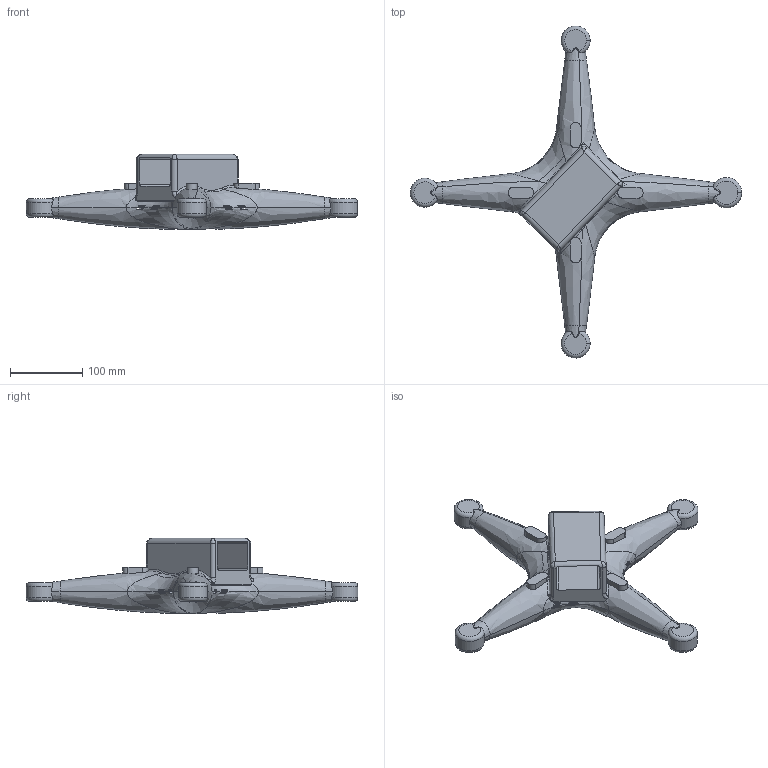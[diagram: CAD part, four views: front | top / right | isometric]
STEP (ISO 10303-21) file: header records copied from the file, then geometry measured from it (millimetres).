
FILE_DESCRIPTION(('CATIA V6 STEP','CAx-IF Rec.Pracs.--- Model Styling and Organization---1.5--- 2016-08-15','CAx-IF Rec.Pracs.---Supplemental Geometry---1.0---2011-11-01','CAx-IF Rec.Pracs.--- Composite Materials ---3.4---2017-06-13','CAx-IF Rec.Pracs.---Tessellated 3D Geometry---1.0---2015-12-17'),'2;1');
FILE_NAME('dji drone body A.1.stp','2021-09-21T10:47:34+00:00',('none'),('none'),'3DEXPERIENCE Platform3DEXPERIENCE R2021x HotFix 6.11','3DEXPERIENCE Platform STEP AP242 v2','none');
FILE_SCHEMA(('AP242_MANAGED_MODEL_BASED_3D_ENGINEERING_MIM_LF {1 0 10303 442 1 1 4}'));
Length unit declared in the file: millimetre
Products named in the file (1): dji drone
Bounding box: 456.92 x 457.98 x 104 mm (x, y, z)
Volume: 1743287.7 mm3; surface area: 202878.9 mm2
Topology: 1 solids, 1 shells, 236 faces, 755 edges, 471 vertices
Faces by surface type: plane 113, bspline 61, cylinder 36, torus 14, cone 12
Entity records: 19048 total; most frequent: CARTESIAN_POINT 13878, ORIENTED_EDGE 1488, EDGE_CURVE 744, B_SPLINE_CURVE_WITH_KNOTS 513, VERTEX_POINT 471, DIRECTION 463, EDGE_LOOP 237, ADVANCED_FACE 236
